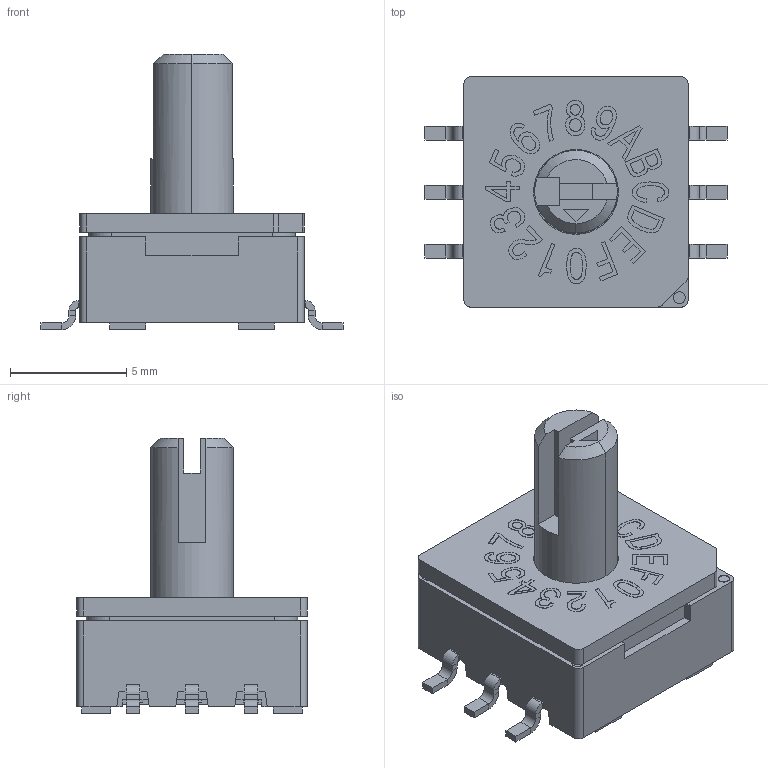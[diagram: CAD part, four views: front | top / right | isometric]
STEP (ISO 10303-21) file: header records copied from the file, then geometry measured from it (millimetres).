
FILE_DESCRIPTION (( 'STEP AP203' ), '1' );
FILE_NAME ('RSF-BFRM.STEP', '2015-01-27T13:25:15', ( 'Austin' ), ( 'Hewlett-Packard' ), 'SwSTEP 2.0', 'SolidWorks 2008', '' );
FILE_SCHEMA (( 'CONFIG_CONTROL_DESIGN' ));
Length unit declared in the file: millimetre
Products named in the file (10): BASE_預設; CODE-16_預設; ROTOR_16P-B長柄; ROTOR_B-6.86長柄; RSF-BFRM; BASE_SMD; TERMINAL_SMD; COVER_16P; COVER_預設; 16P_預設
Assembly tree (9 placements, depth 3):
  RSF-BFRM
    BASE_SMD
      TERMINAL_SMD
      BASE_預設
    ROTOR_16P-B長柄
      ROTOR_B-6.86長柄
      CODE-16_預設
    COVER_16P
      16P_預設
      COVER_預設
Bounding box: 13 x 9.91 x 11.86 mm (x, y, z)
Volume: 400.7 mm3; surface area: 1318.8 mm2
Topology: 21 solids, 21 shells, 1108 faces, 2877 edges, 1859 vertices
Faces by surface type: plane 710, cylinder 215, bspline 172, cone 7, torus 4
Entity records: 44312 total; most frequent: CARTESIAN_POINT 17330, ORIENTED_EDGE 5754, DIRECTION 4750, EDGE_CURVE 2877, LINE 1912, VECTOR 1912, VERTEX_POINT 1859, AXIS2_PLACEMENT_3D 1419
